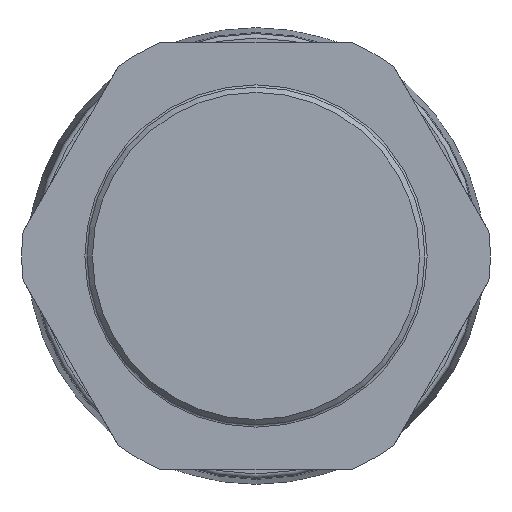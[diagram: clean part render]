
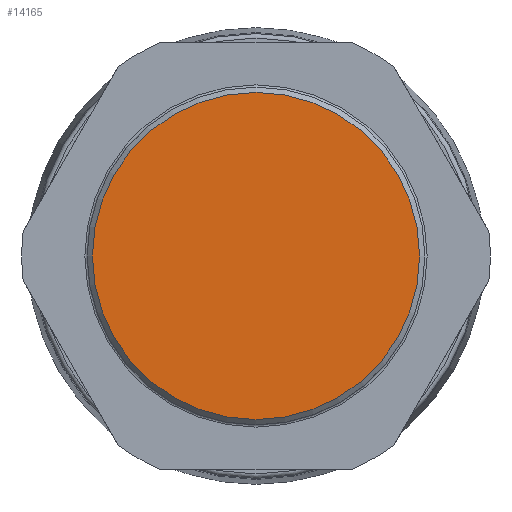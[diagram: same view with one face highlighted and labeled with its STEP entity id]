
A CAD part, left-side view. The second image highlights one B-rep face of the part: STEP entity #14165.
In plain terms, the highlighted planar face has unit normal (-1, 0, 0).
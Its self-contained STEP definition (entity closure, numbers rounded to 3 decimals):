
#1321=CIRCLE('',#15531,36.33);
#2527=FACE_OUTER_BOUND('',#3382,.T.);
#3382=EDGE_LOOP('',(#10376));
#5681=VERTEX_POINT('',#23202);
#7384=EDGE_CURVE('',#5681,#5681,#1321,.T.);
#10376=ORIENTED_EDGE('',*,*,#7384,.F.);
#12882=PLANE('',#15530);
#14165=ADVANCED_FACE('',(#2527),#12882,.T.);
#15530=AXIS2_PLACEMENT_3D('',#23201,#18576,#18577);
#15531=AXIS2_PLACEMENT_3D('',#23203,#18578,#18579);
#18576=DIRECTION('center_axis',(-1.,0.,0.));
#18577=DIRECTION('ref_axis',(0.,0.,
-1.));
#18578=DIRECTION('center_axis',(1.,0.,0.));
#18579=DIRECTION('ref_axis',(0.,0.,
1.));
#23201=CARTESIAN_POINT('Origin',(-55.75,-36.33,0.));
#23202=CARTESIAN_POINT('',(-55.75,-36.33,0.));
#23203=CARTESIAN_POINT('Origin',(-55.75,0.,
0.));
